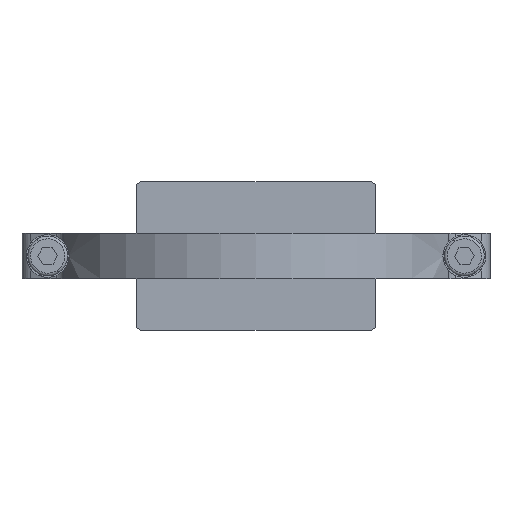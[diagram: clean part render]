
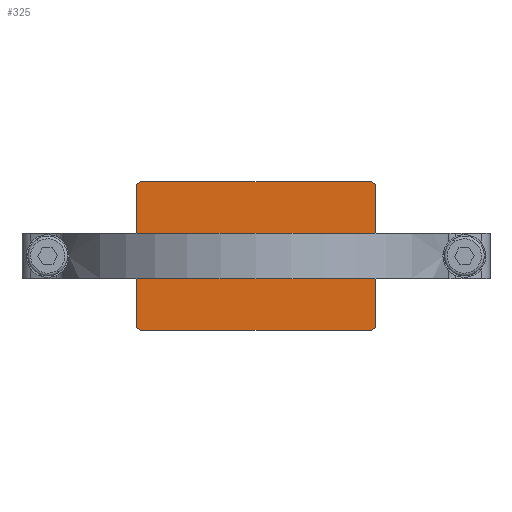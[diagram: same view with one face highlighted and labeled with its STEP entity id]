
A CAD part, front view. The second image highlights one B-rep face of the part: STEP entity #325.
In plain terms, the highlighted planar face has unit normal (0, -1, 0).
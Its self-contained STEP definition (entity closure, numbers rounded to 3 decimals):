
#4 = VERTEX_POINT ( 'NONE', #1860 ) ;
#36 = CARTESIAN_POINT ( 'NONE',  ( -15., 90., 0. ) ) ;
#42 = AXIS2_PLACEMENT_3D ( 'NONE', #2802, #746, #3157 ) ;
#84 = AXIS2_PLACEMENT_3D ( 'NONE', #3824, #1751, #4172 ) ;
#103 = EDGE_CURVE ( 'NONE', #3061, #853, #940, .T. ) ;
#110 = CARTESIAN_POINT ( 'NONE',  ( -2.5, 90., 0. ) ) ;
#115 = LINE ( 'NONE', #657, #3678 ) ;
#134 = ORIENTED_EDGE ( 'NONE', *, *, #543, .T. ) ;
#172 = AXIS2_PLACEMENT_3D ( 'NONE', #1301, #3707, #1647 ) ;
#191 = EDGE_CURVE ( 'NONE', #853, #3394, #4269, .T. ) ;
#221 = EDGE_CURVE ( 'NONE', #1945, #3061, #614, .T. ) ;
#279 = EDGE_CURVE ( 'NONE', #3394, #4, #115, .T. ) ;
#325 = ADVANCED_FACE ( 'NONE', ( #4369, #2662, #1737, #3461 ), #3088, .T. ) ;
#346 = EDGE_LOOP ( 'NONE', ( #3387, #1242 ) ) ;
#352 = DIRECTION ( 'NONE',  ( 0., 1., 0. ) ) ;
#365 = CARTESIAN_POINT ( 'NONE',  ( 21., 90., 12. ) ) ;
#370 = EDGE_CURVE ( 'NONE', #4, #4043, #1523, .T. ) ;
#394 = DIRECTION ( 'NONE',  ( 1., 0., 0. ) ) ;
#397 = EDGE_CURVE ( 'NONE', #1467, #2958, #3147, .T. ) ;
#543 = EDGE_CURVE ( 'NONE', #2539, #2999, #987, .T. ) ;
#614 = CIRCLE ( 'NONE', #172, 1. ) ;
#657 = CARTESIAN_POINT ( 'NONE',  ( -21., 90., 12. ) ) ;
#711 = CIRCLE ( 'NONE', #42, 2.1 ) ;
#746 = DIRECTION ( 'NONE',  ( 0., 1., 0. ) ) ;
#756 = AXIS2_PLACEMENT_3D ( 'NONE', #818, #3224, #1161 ) ;
#761 = CARTESIAN_POINT ( 'NONE',  ( 2.5, 90., 0. ) ) ;
#779 = VERTEX_POINT ( 'NONE', #4473 ) ;
#817 = EDGE_CURVE ( 'NONE', #2958, #1467, #711, .T. ) ;
#818 = CARTESIAN_POINT ( 'NONE',  ( 0., 90., 0. ) ) ;
#853 = VERTEX_POINT ( 'NONE', #2817 ) ;
#859 = DIRECTION ( 'NONE',  ( 0., 1., 0. ) ) ;
#940 = LINE ( 'NONE', #3306, #1739 ) ;
#953 = EDGE_CURVE ( 'NONE', #4356, #2776, #2221, .T. ) ;
#987 = CIRCLE ( 'NONE', #3457, 2.1 ) ;
#990 = VECTOR ( 'NONE', #3195, 1000. ) ;
#1000 = DIRECTION ( 'NONE',  ( 0., 0., 1. ) ) ;
#1008 = ORIENTED_EDGE ( 'NONE', *, *, #3775, .F. ) ;
#1019 = AXIS2_PLACEMENT_3D ( 'NONE', #36, #2459, #394 ) ;
#1028 = CARTESIAN_POINT ( 'NONE',  ( 20., 90., -12. ) ) ;
#1161 = DIRECTION ( 'NONE',  ( 1., 0., 0. ) ) ;
#1232 = CARTESIAN_POINT ( 'NONE',  ( -17.1, 90., 0. ) ) ;
#1242 = ORIENTED_EDGE ( 'NONE', *, *, #817, .T. ) ;
#1254 = ORIENTED_EDGE ( 'NONE', *, *, #221, .F. ) ;
#1301 = CARTESIAN_POINT ( 'NONE',  ( 20., 90., -12. ) ) ;
#1318 = ORIENTED_EDGE ( 'NONE', *, *, #2022, .T. ) ;
#1335 = DIRECTION ( 'NONE',  ( 0., 1., 0. ) ) ;
#1373 = EDGE_LOOP ( 'NONE', ( #3478, #3110 ) ) ;
#1376 = DIRECTION ( 'NONE',  ( 0., -1., 0. ) ) ;
#1440 = ORIENTED_EDGE ( 'NONE', *, *, #191, .F. ) ;
#1467 = VERTEX_POINT ( 'NONE', #2858 ) ;
#1523 = CIRCLE ( 'NONE', #84, 1. ) ;
#1591 = DIRECTION ( 'NONE',  ( -1., 0., 0. ) ) ;
#1647 = DIRECTION ( 'NONE',  ( -1., 0., 0. ) ) ;
#1737 = FACE_OUTER_BOUND ( 'NONE', #2398, .T. ) ;
#1739 = VECTOR ( 'NONE', #1591, 1000. ) ;
#1751 = DIRECTION ( 'NONE',  ( 0., 1., 0. ) ) ;
#1786 = CARTESIAN_POINT ( 'NONE',  ( 17.1, 90., 0. ) ) ;
#1841 = DIRECTION ( 'NONE',  ( 0., 1., 0. ) ) ;
#1860 = CARTESIAN_POINT ( 'NONE',  ( -21., 90., 12. ) ) ;
#1945 = VERTEX_POINT ( 'NONE', #2779 ) ;
#1965 = VERTEX_POINT ( 'NONE', #365 ) ;
#1976 = ORIENTED_EDGE ( 'NONE', *, *, #3710, .F. ) ;
#1977 = CARTESIAN_POINT ( 'NONE',  ( -20., 90., -12. ) ) ;
#2022 = EDGE_CURVE ( 'NONE', #2999, #2539, #3709, .T. ) ;
#2069 = AXIS2_PLACEMENT_3D ( 'NONE', #2922, #859, #3264 ) ;
#2150 = CIRCLE ( 'NONE', #3955, 2.5 ) ;
#2170 = CARTESIAN_POINT ( 'NONE',  ( -20., 90., 13. ) ) ;
#2221 = CIRCLE ( 'NONE', #756, 2.5 ) ;
#2320 = DIRECTION ( 'NONE',  ( -1., 0., 0. ) ) ;
#2338 = EDGE_LOOP ( 'NONE', ( #134, #1318 ) ) ;
#2379 = CIRCLE ( 'NONE', #2069, 1. ) ;
#2398 = EDGE_LOOP ( 'NONE', ( #1254, #1976, #3360, #1008, #3115, #4278, #1440, #4304 ) ) ;
#2413 = CARTESIAN_POINT ( 'NONE',  ( 15., 90., 0. ) ) ;
#2459 = DIRECTION ( 'NONE',  ( 0., 1., 0. ) ) ;
#2539 = VERTEX_POINT ( 'NONE', #1786 ) ;
#2662 = FACE_BOUND ( 'NONE', #2338, .T. ) ;
#2769 = DIRECTION ( 'NONE',  ( 1., 0., 0. ) ) ;
#2776 = VERTEX_POINT ( 'NONE', #110 ) ;
#2779 = CARTESIAN_POINT ( 'NONE',  ( 21., 90., -12. ) ) ;
#2802 = CARTESIAN_POINT ( 'NONE',  ( -15., 90., 0. ) ) ;
#2809 = CARTESIAN_POINT ( 'NONE',  ( 21., 90., 12. ) ) ;
#2817 = CARTESIAN_POINT ( 'NONE',  ( -20., 90., -13. ) ) ;
#2858 = CARTESIAN_POINT ( 'NONE',  ( -12.9, 90., 0. ) ) ;
#2922 = CARTESIAN_POINT ( 'NONE',  ( 20., 90., 12. ) ) ;
#2934 = LINE ( 'NONE', #2170, #990 ) ;
#2958 = VERTEX_POINT ( 'NONE', #1232 ) ;
#2983 = CARTESIAN_POINT ( 'NONE',  ( 12.9, 90., 0. ) ) ;
#2999 = VERTEX_POINT ( 'NONE', #2983 ) ;
#3061 = VERTEX_POINT ( 'NONE', #3695 ) ;
#3088 = PLANE ( 'NONE',  #3880 ) ;
#3110 = ORIENTED_EDGE ( 'NONE', *, *, #953, .T. ) ;
#3115 = ORIENTED_EDGE ( 'NONE', *, *, #370, .F. ) ;
#3117 = EDGE_CURVE ( 'NONE', #2776, #4356, #2150, .T. ) ;
#3147 = CIRCLE ( 'NONE', #1019, 2.1 ) ;
#3150 = VECTOR ( 'NONE', #3490, 1000. ) ;
#3157 = DIRECTION ( 'NONE',  ( 1., 0., 0. ) ) ;
#3195 = DIRECTION ( 'NONE',  ( 1., 0., 0. ) ) ;
#3224 = DIRECTION ( 'NONE',  ( 0., 1., 0. ) ) ;
#3252 = LINE ( 'NONE', #2809, #3150 ) ;
#3264 = DIRECTION ( 'NONE',  ( 1., 0., 0. ) ) ;
#3275 = CARTESIAN_POINT ( 'NONE',  ( -20., 90., 13. ) ) ;
#3306 = CARTESIAN_POINT ( 'NONE',  ( -20., 90., -13. ) ) ;
#3360 = ORIENTED_EDGE ( 'NONE', *, *, #3869, .F. ) ;
#3387 = ORIENTED_EDGE ( 'NONE', *, *, #397, .T. ) ;
#3393 = CARTESIAN_POINT ( 'NONE',  ( 0., 90., 0. ) ) ;
#3394 = VERTEX_POINT ( 'NONE', #3673 ) ;
#3457 = AXIS2_PLACEMENT_3D ( 'NONE', #3905, #1841, #4249 ) ;
#3461 = FACE_BOUND ( 'NONE', #1373, .T. ) ;
#3478 = ORIENTED_EDGE ( 'NONE', *, *, #3117, .T. ) ;
#3490 = DIRECTION ( 'NONE',  ( 0., 0., -1. ) ) ;
#3673 = CARTESIAN_POINT ( 'NONE',  ( -21., 90., -12. ) ) ;
#3678 = VECTOR ( 'NONE', #1000, 1000. ) ;
#3695 = CARTESIAN_POINT ( 'NONE',  ( 20., 90., -13. ) ) ;
#3707 = DIRECTION ( 'NONE',  ( 0., 1., 0. ) ) ;
#3709 = CIRCLE ( 'NONE', #4103, 2.1 ) ;
#3710 = EDGE_CURVE ( 'NONE', #1965, #1945, #3252, .T. ) ;
#3736 = DIRECTION ( 'NONE',  ( 1., 0., 0. ) ) ;
#3775 = EDGE_CURVE ( 'NONE', #4043, #779, #2934, .T. ) ;
#3785 = DIRECTION ( 'NONE',  ( -1., 0., 0. ) ) ;
#3824 = CARTESIAN_POINT ( 'NONE',  ( -20., 90., 12. ) ) ;
#3869 = EDGE_CURVE ( 'NONE', #779, #1965, #2379, .T. ) ;
#3880 = AXIS2_PLACEMENT_3D ( 'NONE', #1028, #1376, #3785 ) ;
#3905 = CARTESIAN_POINT ( 'NONE',  ( 15., 90., 0. ) ) ;
#3955 = AXIS2_PLACEMENT_3D ( 'NONE', #3393, #1335, #3736 ) ;
#4043 = VERTEX_POINT ( 'NONE', #3275 ) ;
#4103 = AXIS2_PLACEMENT_3D ( 'NONE', #2413, #352, #2769 ) ;
#4172 = DIRECTION ( 'NONE',  ( -1., 0., 0. ) ) ;
#4249 = DIRECTION ( 'NONE',  ( 1., 0., 0. ) ) ;
#4269 = CIRCLE ( 'NONE', #4411, 1. ) ;
#4278 = ORIENTED_EDGE ( 'NONE', *, *, #279, .F. ) ;
#4304 = ORIENTED_EDGE ( 'NONE', *, *, #103, .F. ) ;
#4356 = VERTEX_POINT ( 'NONE', #761 ) ;
#4369 = FACE_BOUND ( 'NONE', #346, .T. ) ;
#4382 = DIRECTION ( 'NONE',  ( 0., 1., 0. ) ) ;
#4411 = AXIS2_PLACEMENT_3D ( 'NONE', #1977, #4382, #2320 ) ;
#4473 = CARTESIAN_POINT ( 'NONE',  ( 20., 90., 13. ) ) ;
